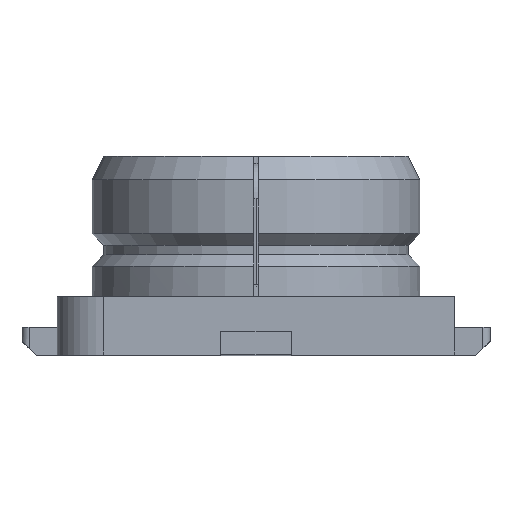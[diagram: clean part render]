
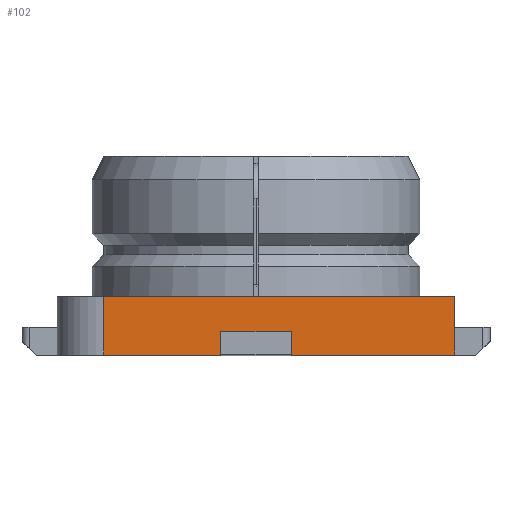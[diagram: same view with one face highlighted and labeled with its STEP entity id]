
A CAD part, top view. The second image highlights one B-rep face of the part: STEP entity #102.
In plain terms, the highlighted planar face has unit normal (0, 0, 1).
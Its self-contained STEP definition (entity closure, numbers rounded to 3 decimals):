
#5 = FACE_OUTER_BOUND ( 'NONE', #566, .T. ) ;
#13 = VERTEX_POINT ( 'NONE', #1885 ) ;
#102 = ADVANCED_FACE ( 'NONE', ( #5 ), #1486, .T. ) ;
#153 = CARTESIAN_POINT ( 'NONE',  ( -0.15, 0.25, 0.85 ) ) ;
#215 = DIRECTION ( 'NONE',  ( 0., -1., 0. ) ) ;
#230 = VERTEX_POINT ( 'NONE', #1222 ) ;
#256 = CARTESIAN_POINT ( 'NONE',  ( 0.85, 0.25, 0.85 ) ) ;
#271 = EDGE_CURVE ( 'NONE', #1004, #1984, #1923, .T. ) ;
#281 = ORIENTED_EDGE ( 'NONE', *, *, #1917, .T. ) ;
#290 = CARTESIAN_POINT ( 'NONE',  ( -0.15, 0., 0.85 ) ) ;
#294 = VECTOR ( 'NONE', #2108, 1000. ) ;
#313 = CARTESIAN_POINT ( 'NONE',  ( 0.15, 0.1, 0.85 ) ) ;
#343 = CARTESIAN_POINT ( 'NONE',  ( 0.85, 0.25, 0.85 ) ) ;
#347 = LINE ( 'NONE', #1011, #2776 ) ;
#350 = VERTEX_POINT ( 'NONE', #256 ) ;
#377 = VECTOR ( 'NONE', #1960, 1000. ) ;
#551 = LINE ( 'NONE', #2479, #1190 ) ;
#566 = EDGE_LOOP ( 'NONE', ( #599, #1705, #1826, #1540, #691, #1401, #1198, #281 ) ) ;
#588 = LINE ( 'NONE', #1254, #294 ) ;
#599 = ORIENTED_EDGE ( 'NONE', *, *, #1070, .F. ) ;
#641 = DIRECTION ( 'NONE',  ( -1., 0., 0. ) ) ;
#654 = CARTESIAN_POINT ( 'NONE',  ( -0.15, 0.1, 0.85 ) ) ;
#684 = LINE ( 'NONE', #1506, #377 ) ;
#691 = ORIENTED_EDGE ( 'NONE', *, *, #749, .F. ) ;
#749 = EDGE_CURVE ( 'NONE', #230, #1984, #551, .T. ) ;
#766 = EDGE_CURVE ( 'NONE', #350, #13, #347, .T. ) ;
#872 = AXIS2_PLACEMENT_3D ( 'NONE', #2113, #2159, #1096 ) ;
#941 = EDGE_CURVE ( 'NONE', #1134, #1004, #684, .T. ) ;
#1004 = VERTEX_POINT ( 'NONE', #313 ) ;
#1011 = CARTESIAN_POINT ( 'NONE',  ( -0.85, 0.25, 0.85 ) ) ;
#1070 = EDGE_CURVE ( 'NONE', #1279, #1562, #2123, .T. ) ;
#1096 = DIRECTION ( 'NONE',  ( 1., 0., 0. ) ) ;
#1134 = VERTEX_POINT ( 'NONE', #654 ) ;
#1146 = VECTOR ( 'NONE', #2333, 1000. ) ;
#1190 = VECTOR ( 'NONE', #2256, 1000. ) ;
#1198 = ORIENTED_EDGE ( 'NONE', *, *, #766, .T. ) ;
#1201 = DIRECTION ( 'NONE',  ( 0., 1., 0. ) ) ;
#1210 = LINE ( 'NONE', #343, #1367 ) ;
#1222 = CARTESIAN_POINT ( 'NONE',  ( 0.85, 0., 0.85 ) ) ;
#1254 = CARTESIAN_POINT ( 'NONE',  ( -0.65, 0.25, 0.85 ) ) ;
#1264 = EDGE_CURVE ( 'NONE', #1279, #1134, #1863, .T. ) ;
#1279 = VERTEX_POINT ( 'NONE', #290 ) ;
#1367 = VECTOR ( 'NONE', #1201, 1000. ) ;
#1401 = ORIENTED_EDGE ( 'NONE', *, *, #1812, .T. ) ;
#1436 = CARTESIAN_POINT ( 'NONE',  ( 0.15, 0.25, 0.85 ) ) ;
#1444 = VECTOR ( 'NONE', #1663, 1000. ) ;
#1486 = PLANE ( 'NONE',  #872 ) ;
#1506 = CARTESIAN_POINT ( 'NONE',  ( -0.85, 0.1, 0.85 ) ) ;
#1539 = CARTESIAN_POINT ( 'NONE',  ( 0.15, 0., 0.85 ) ) ;
#1540 = ORIENTED_EDGE ( 'NONE', *, *, #271, .T. ) ;
#1562 = VERTEX_POINT ( 'NONE', #2083 ) ;
#1663 = DIRECTION ( 'NONE',  ( 0., 1., 0. ) ) ;
#1705 = ORIENTED_EDGE ( 'NONE', *, *, #1264, .T. ) ;
#1728 = CARTESIAN_POINT ( 'NONE',  ( -0.85, 0., 0.85 ) ) ;
#1812 = EDGE_CURVE ( 'NONE', #230, #350, #1210, .T. ) ;
#1826 = ORIENTED_EDGE ( 'NONE', *, *, #941, .T. ) ;
#1863 = LINE ( 'NONE', #153, #1444 ) ;
#1885 = CARTESIAN_POINT ( 'NONE',  ( -0.65, 0.25, 0.85 ) ) ;
#1917 = EDGE_CURVE ( 'NONE', #13, #1562, #588, .T. ) ;
#1923 = LINE ( 'NONE', #1436, #1944 ) ;
#1944 = VECTOR ( 'NONE', #215, 1000. ) ;
#1960 = DIRECTION ( 'NONE',  ( 1., 0., 0. ) ) ;
#1984 = VERTEX_POINT ( 'NONE', #1539 ) ;
#2083 = CARTESIAN_POINT ( 'NONE',  ( -0.65, 0., 0.85 ) ) ;
#2108 = DIRECTION ( 'NONE',  ( 0., -1., 0. ) ) ;
#2113 = CARTESIAN_POINT ( 'NONE',  ( -0.85, 0.25, 0.85 ) ) ;
#2123 = LINE ( 'NONE', #1728, #1146 ) ;
#2159 = DIRECTION ( 'NONE',  ( 0., 0., 1. ) ) ;
#2256 = DIRECTION ( 'NONE',  ( -1., 0., 0. ) ) ;
#2333 = DIRECTION ( 'NONE',  ( -1., 0., 0. ) ) ;
#2479 = CARTESIAN_POINT ( 'NONE',  ( -0.85, 0., 0.85 ) ) ;
#2776 = VECTOR ( 'NONE', #641, 1000. ) ;
